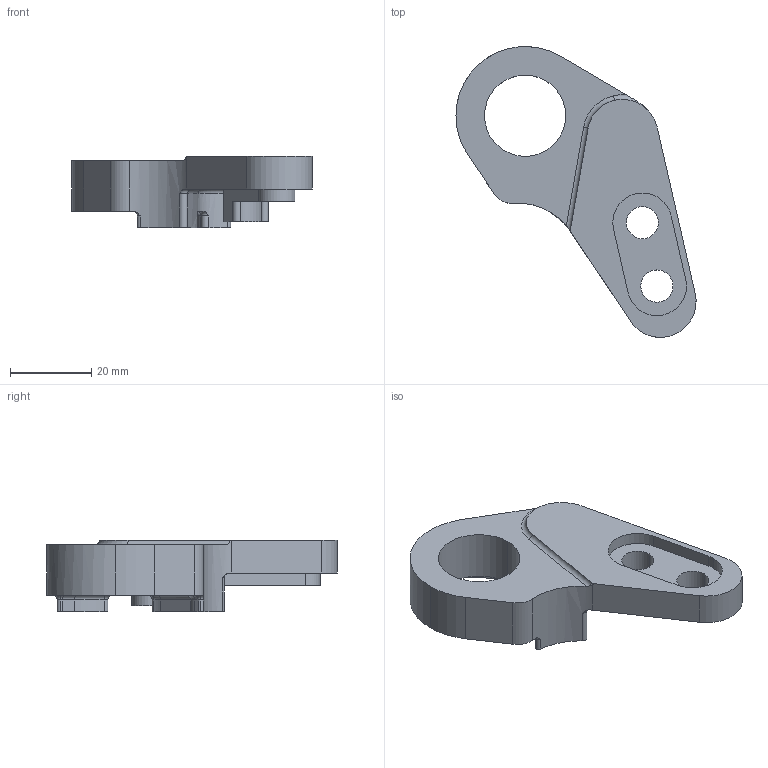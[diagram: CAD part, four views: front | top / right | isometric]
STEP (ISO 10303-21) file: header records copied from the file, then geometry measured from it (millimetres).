
FILE_DESCRIPTION (( 'STEP AP214' ), '1' );
FILE_NAME ('DR4145.STEP', '2023-04-07T19:07:56', ( '' ), ( '' ), 'SwSTEP 2.0', 'SolidWorks 2022', '' );
FILE_SCHEMA (( 'AUTOMOTIVE_DESIGN' ));
Length unit declared in the file: inch
Products named in the file (1): DR4145
Bounding box: 59.06 x 71.5 x 17.48 mm (x, y, z)
Volume: 19884.7 mm3; surface area: 8299.4 mm2
Topology: 1 solids, 1 shells, 79 faces, 210 edges, 135 vertices
Faces by surface type: cylinder 41, plane 21, torus 17
Entity records: 2609 total; most frequent: CARTESIAN_POINT 515, DIRECTION 467, ORIENTED_EDGE 420, EDGE_CURVE 210, AXIS2_PLACEMENT_3D 191, VERTEX_POINT 135, CIRCLE 111, EDGE_LOOP 87
